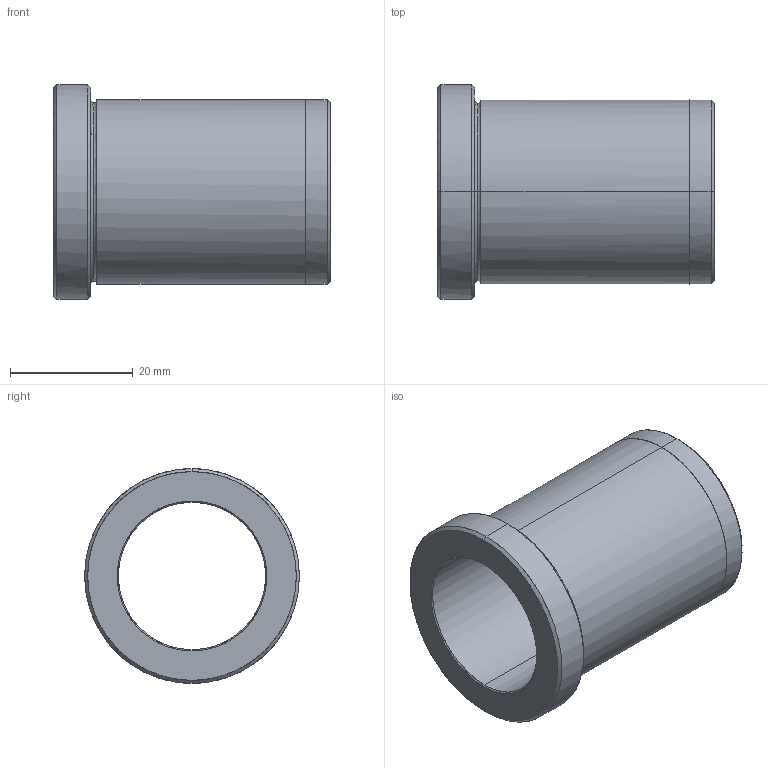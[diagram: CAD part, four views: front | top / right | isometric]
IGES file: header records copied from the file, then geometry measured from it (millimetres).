
Start section: Comment
Global section: file name: CVS_24x45.igs; native system:  By Spatial Corp.; preprocessor: XPlus PS/IGES 3.0; author: Author; organization: Title; date: 20040923.095955; units: inch
Bounding box: 45 x 35 x 35 mm (x, y, z)
Surface area: 8687.8 mm2 (no closed solid volume)
Topology: 0 solids, 0 shells, 26 faces, 104 edges, 104 vertices
Faces by surface type: bspline 26
